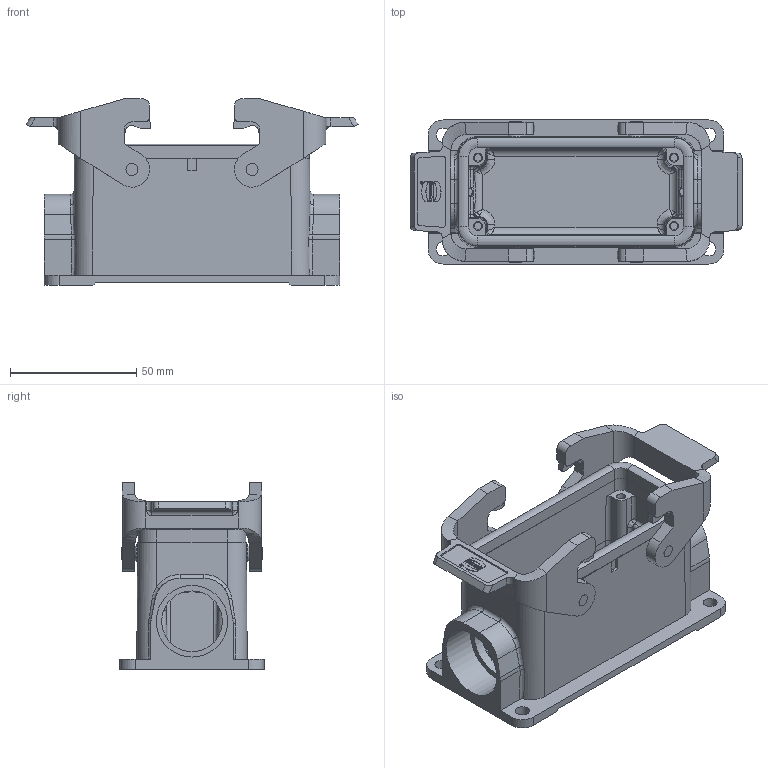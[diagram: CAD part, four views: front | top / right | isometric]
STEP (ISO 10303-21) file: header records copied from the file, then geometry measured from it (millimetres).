
FILE_DESCRIPTION(/* description */ (''),/* implementation_level */ '2;1');
FILE_NAME(/* name */ '100207772ugm000_b.stp',/* time_stamp */ '2019-08-13T07:14:27+02:00',/* author */ (''),/* organization */ (''),/* preprocessor_version */ 'ST-DEVELOPER v16.7',/* originating_system */ 'SIEMENS PLM Software NX 12.0',/* authorisation */ '');
FILE_SCHEMA (('AUTOMOTIVE_DESIGN { 1 0 10303 214 3 1 1 1 }'));
Length unit declared in the file: millimetre
Products named in the file (1): 100207772ugm000_b
Bounding box: 131.28 x 57 x 73.8 mm (x, y, z)
Volume: 110692.5 mm3; surface area: 56253.9 mm2
Topology: 3 solids, 3 shells, 537 faces, 1391 edges, 871 vertices
Faces by surface type: plane 277, cylinder 165, bspline 66, cone 21, torus 4, sphere 4
Full cylindrical faces by diameter (mm): 2.925 x4, 3 x4, 4.75 x4, 5.6 x4, 6.725 x4, 24 x1, 28.3 x2
Entity records: 19715 total; most frequent: CARTESIAN_POINT 4761, ORIENTED_EDGE 2650, DIRECTION 2581, EDGE_CURVE 1325, AXIS2_PLACEMENT_3D 889, VERTEX_POINT 854, LINE 803, VECTOR 803
